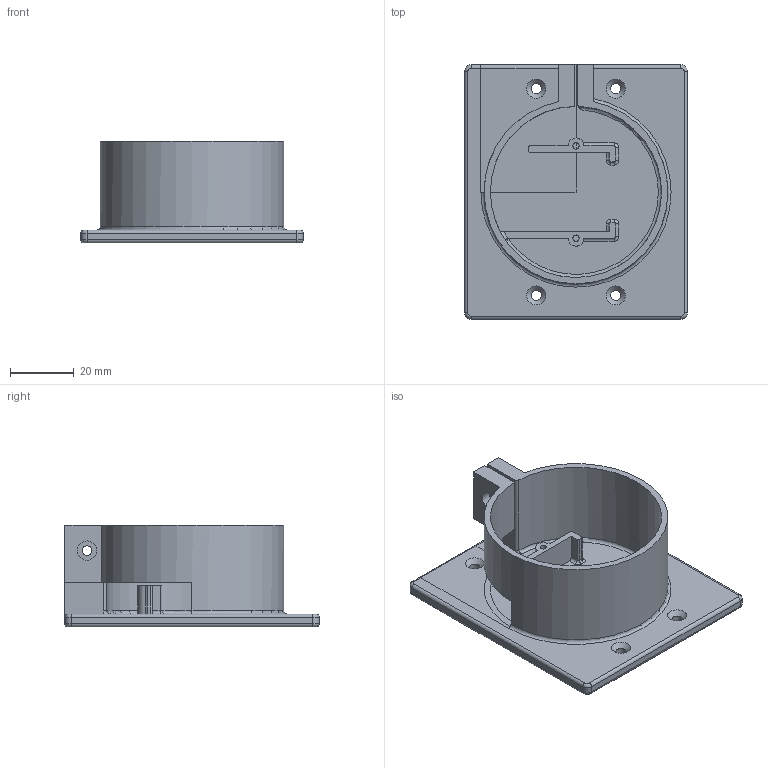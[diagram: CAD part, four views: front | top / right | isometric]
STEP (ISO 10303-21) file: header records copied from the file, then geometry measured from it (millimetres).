
FILE_DESCRIPTION(('FreeCAD Model'),'2;1');
FILE_NAME('Open CASCADE Shape Model','2023-03-08T09:55:46',(''),(''), 'Open CASCADE STEP processor 7.6','FreeCAD','Unknown');
FILE_SCHEMA(('AUTOMOTIVE_DESIGN { 1 0 10303 214 1 1 1 1 }'));
Length unit declared in the file: millimetre
Products named in the file (1): Body Holder
Bounding box: 70 x 80 x 32 mm (x, y, z)
Volume: 34822 mm3; surface area: 23928.1 mm2
Topology: 1 solids, 1 shells, 118 faces, 301 edges, 189 vertices
Faces by surface type: cylinder 50, plane 45, torus 17, cone 4, bspline 2
Full cylindrical faces by diameter (mm): 2 x2, 3 x2, 3.2 x4, 6.1 x1
Entity records: 8268 total; most frequent: CARTESIAN_POINT 2102, DIRECTION 1202, LINE 673, VECTOR 673, ORIENTED_EDGE 602, PCURVE 602, DEFINITIONAL_REPRESENTATION 602, EDGE_CURVE 301
